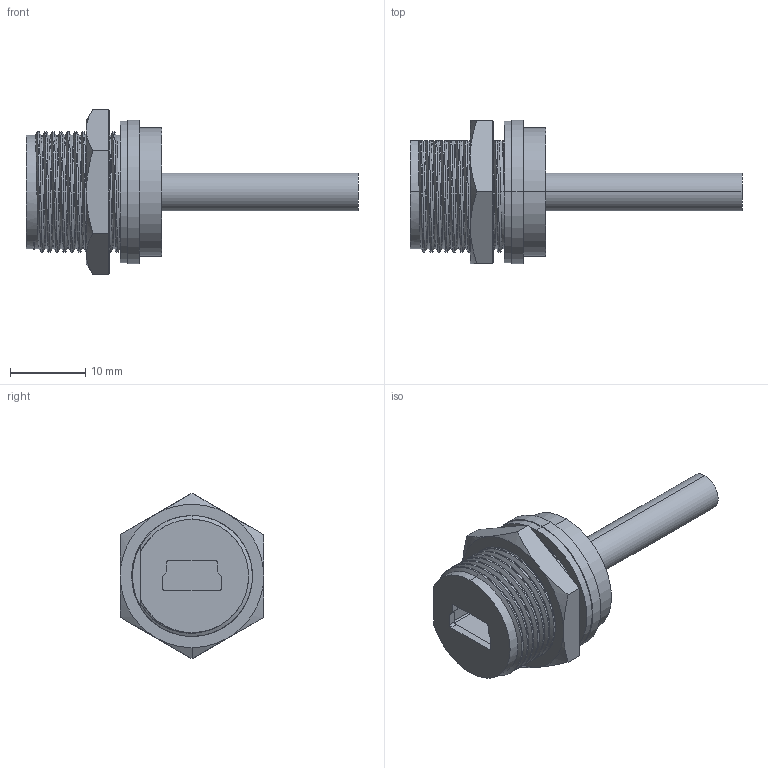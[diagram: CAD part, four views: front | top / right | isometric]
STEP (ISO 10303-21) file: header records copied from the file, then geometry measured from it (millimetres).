
FILE_DESCRIPTION (( 'STEP AP203' ), '1' );
FILE_NAME ('P462.STEP', '2020-04-16T08:02:53', ( 'edpusr' ), ( 'Microsoft' ), 'SwSTEP 2.0', 'SolidWorks 2015', '' );
FILE_SCHEMA (( 'CONFIG_CONTROL_DESIGN' ));
Length unit declared in the file: millimetre
Products named in the file (1): P462
Bounding box: 44 x 19 x 21.94 mm (x, y, z)
Volume: 3194.2 mm3; surface area: 3875.5 mm2
Topology: 1 solids, 1 shells, 177 faces, 519 edges, 347 vertices
Faces by surface type: cylinder 94, plane 38, bspline 38, cone 7
Entity records: 47034 total; most frequent: CARTESIAN_POINT 42810, ORIENTED_EDGE 1038, DIRECTION 597, EDGE_CURVE 519, VERTEX_POINT 347, B_SPLINE_CURVE_WITH_KNOTS 250, LINE 205, VECTOR 205
